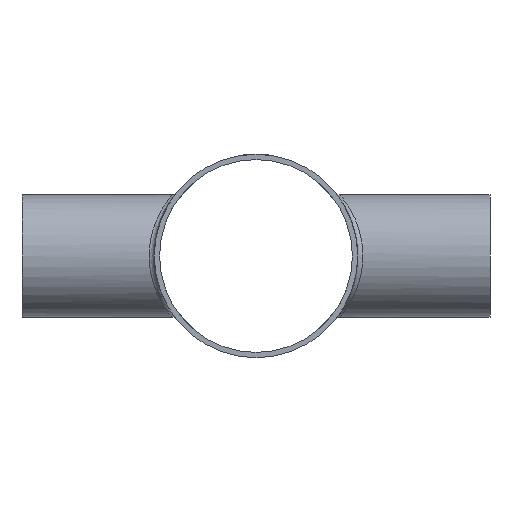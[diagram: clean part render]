
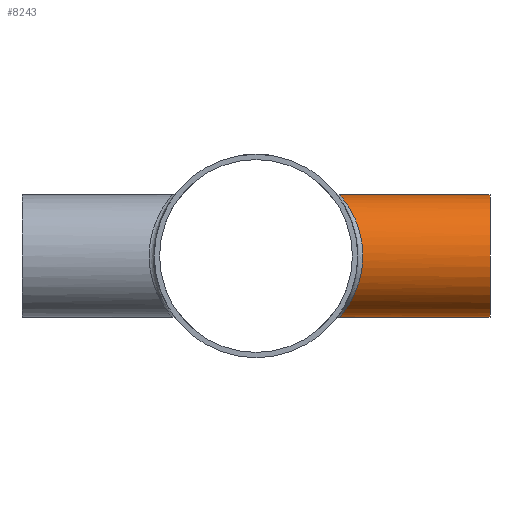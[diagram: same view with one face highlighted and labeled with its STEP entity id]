
A CAD part, left-side view. The second image highlights one B-rep face of the part: STEP entity #8243.
In plain terms, the highlighted cylindrical face has radius 19.05 mm (diameter 38.1 mm), a full revolution.
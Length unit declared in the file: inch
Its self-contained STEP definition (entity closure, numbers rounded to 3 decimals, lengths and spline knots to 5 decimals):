
#154=FACE_BOUND('',#1509,.T.);
#1018=FACE_OUTER_BOUND('',#1508,.T.);
#1508=EDGE_LOOP('',(#7701));
#1509=EDGE_LOOP('',(#7702));
#2830=CIRCLE('',#8725,0.75);
#3237=B_SPLINE_CURVE_WITH_KNOTS('',3,(#17981,#17982,#17983,#17984,#17985,
#17986,#17987,#17988,#17989,#17990,#17991,#17992,#17993,#17994,#17995,#17996,
#17997,#17998,#17999,#18000,#18001,#18002,#18003,#18004,#18005,#18006,#18007),
 .UNSPECIFIED.,.T.,.F.,(4,1,1,1,1,1,1,1,1,1,1,1,1,1,1,1,1,1,1,1,1,1,1,1,
4),(0.,0.42303,0.84606,1.69211,2.11514,
2.53817,2.9612,3.38423,3.94826,4.5123,
5.07634,5.64038,5.9224,6.20441,6.76845,
7.61451,8.03754,8.46057,8.88359,9.30662,
9.72965,10.15268,10.99873,11.42176,11.84479),
 .UNSPECIFIED.);
#4049=VERTEX_POINT('',#17979);
#4050=VERTEX_POINT('',#18010);
#5270=EDGE_CURVE('',#4049,#4049,#3237,.T.);
#5271=EDGE_CURVE('',#4050,#4050,#2830,.T.);
#7701=ORIENTED_EDGE('',*,*,#5271,.F.);
#7702=ORIENTED_EDGE('',*,*,#5270,.F.);
#7765=CYLINDRICAL_SURFACE('',#8724,0.75);
#8243=ADVANCED_FACE('',(#1018,#154),#7765,.T.);
#8724=AXIS2_PLACEMENT_3D('',#18009,#10264,#10265);
#8725=AXIS2_PLACEMENT_3D('',#18011,#10266,#10267);
#10264=DIRECTION('center_axis',(0.,1.,0.));
#10265=DIRECTION('ref_axis',(1.,0.,0.));
#10266=DIRECTION('center_axis',(0.,-1.,0.));
#10267=DIRECTION('ref_axis',(1.,0.,0.));
#17979=CARTESIAN_POINT('',(0.,-1.03078,-0.75));
#17981=CARTESIAN_POINT('Ctrl Pts',(0.,-1.03077,
-0.75));
#17982=CARTESIAN_POINT('Ctrl Pts',(-0.05773,-1.03077,
-0.75));
#17983=CARTESIAN_POINT('Ctrl Pts',(-0.17319,-1.04251,
-0.7365));
#17984=CARTESIAN_POINT('Ctrl Pts',(-0.38558,-1.10379,
-0.65987));
#17985=CARTESIAN_POINT('Ctrl Pts',(-0.5584,-1.19269,
-0.52135));
#17986=CARTESIAN_POINT('Ctrl Pts',(-0.67849,-1.26538,
-0.33417));
#17987=CARTESIAN_POINT('Ctrl Pts',(-0.7365,-1.30343,
-0.17319));
#17988=CARTESIAN_POINT('Ctrl Pts',(-0.75676,-1.31704,
-0.00003));
#17989=CARTESIAN_POINT('Ctrl Pts',(-0.73426,-1.30191,
0.19253));
#17990=CARTESIAN_POINT('Ctrl Pts',(-0.65562,-1.25046,
0.38647));
#17991=CARTESIAN_POINT('Ctrl Pts',(-0.51646,-1.16963,
0.55819));
#17992=CARTESIAN_POINT('Ctrl Pts',(-0.33527,-1.08651,
0.68311));
#17993=CARTESIAN_POINT('Ctrl Pts',(-0.15407,-1.03839,
0.74107));
#17994=CARTESIAN_POINT('Ctrl Pts',(-0.00003,-1.02827,
0.75297));
#17995=CARTESIAN_POINT('Ctrl Pts',(0.15415,-1.03835,
0.74109));
#17996=CARTESIAN_POINT('Ctrl Pts',(0.37136,-1.09626,
0.67145));
#17997=CARTESIAN_POINT('Ctrl Pts',(0.55832,-1.19276,
0.52133));
#17998=CARTESIAN_POINT('Ctrl Pts',(0.67853,-1.26535,
0.33418));
#17999=CARTESIAN_POINT('Ctrl Pts',(0.73648,-1.30344,
0.1732));
#18000=CARTESIAN_POINT('Ctrl Pts',(0.75678,-1.31703,
0.));
#18001=CARTESIAN_POINT('Ctrl Pts',(0.73649,-1.30343,-0.17322));
#18002=CARTESIAN_POINT('Ctrl Pts',(0.6785,-1.26539,
-0.33416));
#18003=CARTESIAN_POINT('Ctrl Pts',(0.55839,-1.19268,
-0.52137));
#18004=CARTESIAN_POINT('Ctrl Pts',(0.38558,-1.10379,
-0.65986));
#18005=CARTESIAN_POINT('Ctrl Pts',(0.17319,-1.0425,
-0.7365));
#18006=CARTESIAN_POINT('Ctrl Pts',(0.05773,-1.03077,
-0.75));
#18007=CARTESIAN_POINT('Ctrl Pts',(0.,-1.03077,
-0.75));
#18009=CARTESIAN_POINT('Origin',(0.,-2.875,0.));
#18010=CARTESIAN_POINT('',(-0.75,-2.875,0.));
#18011=CARTESIAN_POINT('Origin',(0.,-2.875,0.));
